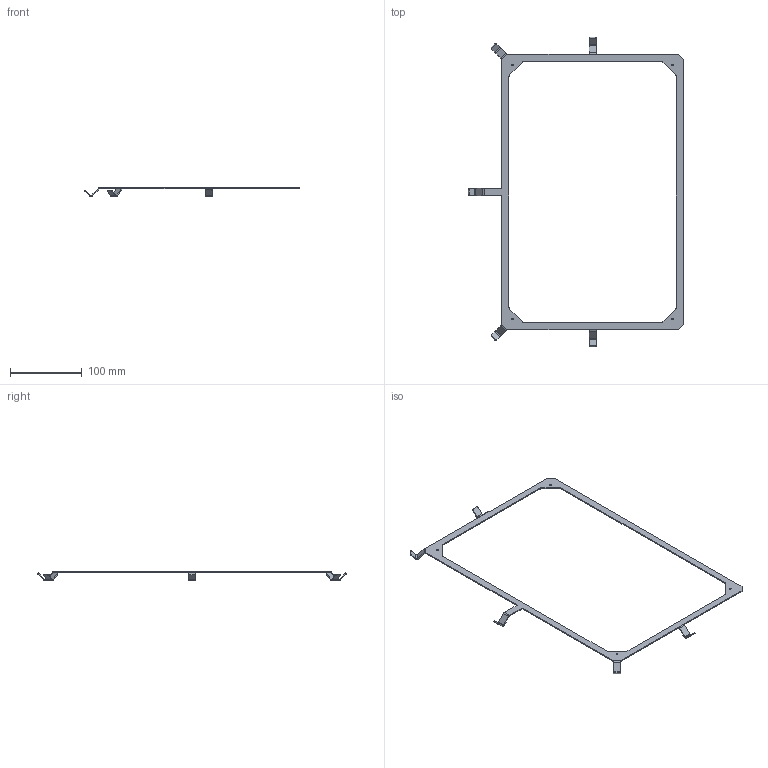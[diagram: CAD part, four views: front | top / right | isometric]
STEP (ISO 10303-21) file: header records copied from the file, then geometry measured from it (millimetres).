
FILE_DESCRIPTION(/* description */ ('CHAPA SUJETA TAPA'),/* implementation_level */ '2;1');
FILE_NAME(/* name */ 'C04H030029-xy-support-2.stp',/* time_stamp */ '2014-12-22T14:52:33+01:00',/* author */ ('MARCHA TECHNOLOGY'),/* organization */ ('MARCHA TECHNOLOGY'),/* preprocessor_version */ 'ST-DEVELOPER v15.6',/* originating_system */ 'Autodesk Inventor 2015',/* authorisation */ '');
FILE_SCHEMA (('CONFIG_CONTROL_DESIGN'));
Length unit declared in the file: millimetre
Products named in the file (1): C04H030029-xy-support-2
Bounding box: 300.68 x 432.09 x 12.49 mm (x, y, z)
Volume: 22189.4 mm3; surface area: 33757.4 mm2
Topology: 1 solids, 1 shells, 96 faces, 270 edges, 176 vertices
Faces by surface type: plane 54, cylinder 42
Full cylindrical faces by diameter (mm): 2.459 x4
Entity records: 3090 total; most frequent: DIRECTION 540, CARTESIAN_POINT 531, ORIENTED_EDGE 524, EDGE_CURVE 262, AXIS2_PLACEMENT_3D 181, LINE 178, VECTOR 178, VERTEX_POINT 172
